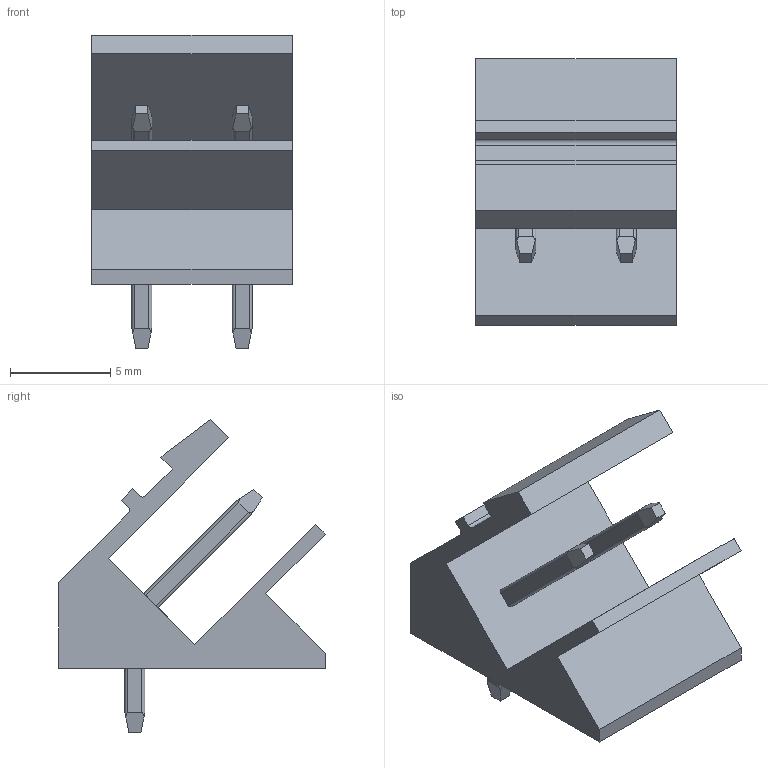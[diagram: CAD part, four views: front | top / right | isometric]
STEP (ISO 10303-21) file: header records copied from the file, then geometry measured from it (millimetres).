
FILE_DESCRIPTION(('CATIA V5 STEP Exchange','CAx-IF Rec.Pracs.--- Model Styling and Organization---1.2---2011-12-15'),'2;1');
FILE_NAME ('D1453844_0_1630250000_1630250000.stp','2018-10-13T04:15:06+00:00',('none'),('Weidmueller'),'CATIA Version 5-6 Release 2014','CATIA V5 STEP AP214','none');
FILE_SCHEMA(('AUTOMOTIVE_DESIGN { 1 0 10303 214 1 1 1 1 }'));
Length unit declared in the file: millimetre
Products named in the file (1): 1630250000
Bounding box: 10 x 13.3 x 15.63 mm (x, y, z)
Volume: 596.6 mm3; surface area: 897 mm2
Topology: 3 solids, 3 shells, 98 faces, 260 edges, 168 vertices
Faces by surface type: plane 64, cylinder 34
Entity records: 3324 total; most frequent: CARTESIAN_POINT 1132, ORIENTED_EDGE 520, DIRECTION 326, EDGE_CURVE 248, VECTOR 188, LINE 188, VERTEX_POINT 152, EDGE_LOOP 102
